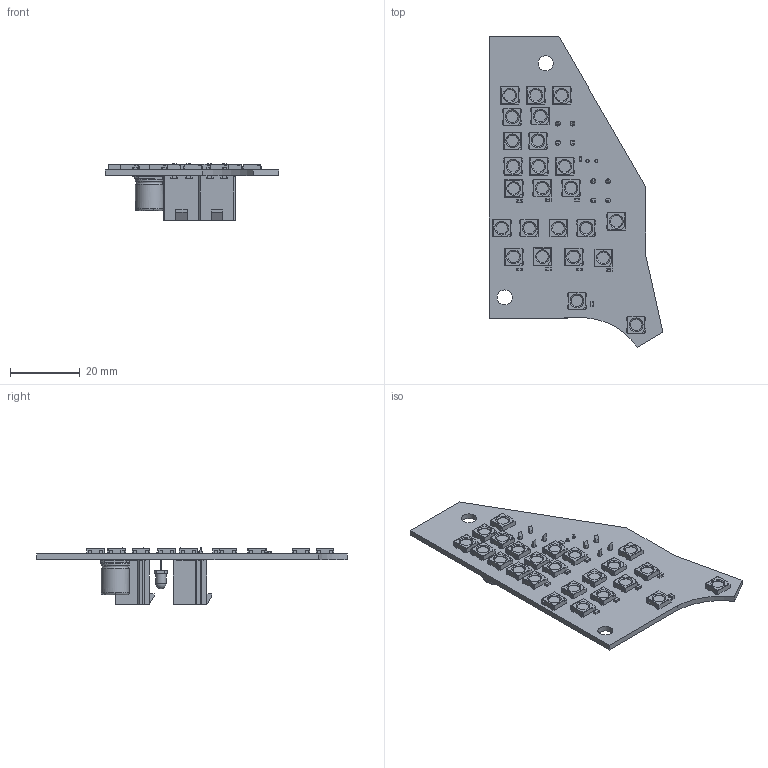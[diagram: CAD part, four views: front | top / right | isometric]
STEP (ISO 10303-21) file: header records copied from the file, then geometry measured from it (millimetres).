
FILE_DESCRIPTION(('KiCad electronic assembly'),'2;1');
FILE_NAME('LDG Wing Fold PCB V2.step','2021-02-04T22:07:49',('An Author' ),('A Company'),'Open CASCADE STEP processor 6.9', 'KiCad to STEP converter','Unknown');
FILE_SCHEMA(('AUTOMOTIVE_DESIGN { 1 0 10303 214 1 1 1 1 }'));
Length unit declared in the file: millimetre
Products named in the file (14): Open CASCADE STEP translator 6.9 1; LED_WS2812B_PLCC4_5.0x5.0mm_P3.2mm; SOLID; R_0603_1608Metric; Molex_Mini-Fit_Jr_5566-04A_2x02_P4.20mm_Vertical; LED_D3.0mm; C_0603_1608Metric; CP_Elec_8x10; COMPOUND
Assembly tree (44 placements, depth 3):
  Open CASCADE STEP translator 6.9 1
    LED_WS2812B_PLCC4_5.0x5.0mm_P3.2mm  x24
      SOLID
    R_0603_1608Metric
      SOLID
    Molex_Mini-Fit_Jr_5566-04A_2x02_P4.20mm_Vertical  x2
      SOLID
    LED_D3.0mm
      SOLID
    C_0603_1608Metric  x8
      SOLID
    CP_Elec_8x10
      SOLID
    COMPOUND
Bounding box: 49.78 x 88.87 x 16.3 mm (x, y, z)
Volume: 7894 mm3; surface area: 12335.1 mm2
Topology: 38 solids, 38 shells, 2221 faces, 6360 edges, 4185 vertices
Faces by surface type: plane 1528, cylinder 661, cone 24, torus 4, bspline 2, sphere 1, revolution 1
Full cylindrical faces by diameter (mm): 0.9 x2, 1.4 x8, 3 x1, 3.333 x24, 4.3 x2, 8 x2
Entity records: 24707 total; most frequent: CARTESIAN_POINT 4617, DIRECTION 3479, LINE 2360, VECTOR 2360, ORIENTED_EDGE 1776, PCURVE 1776, DEFINITIONAL_REPRESENTATION 1776, EDGE_CURVE 888
